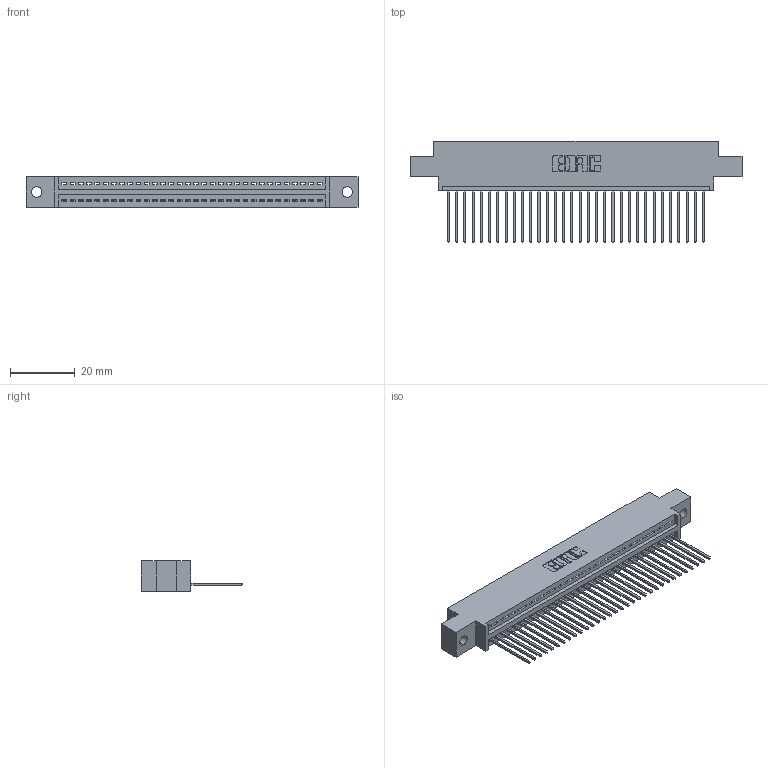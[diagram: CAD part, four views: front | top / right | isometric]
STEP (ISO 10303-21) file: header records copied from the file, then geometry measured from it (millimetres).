
FILE_DESCRIPTION (( 'STEP AP203' ), '1' );
FILE_NAME ('345-032-542-602.STEP', '2018-08-24T07:39:10', ( '' ), ( '' ), 'SwSTEP 2.0', 'SolidWorks 2016', '' );
FILE_SCHEMA (( 'CONFIG_CONTROL_DESIGN' ));
Length unit declared in the file: inch
Products named in the file (3): 345 Part_0.170 Offset - 0.128 Dia; 345-292-001_345-293-142; 345-032-542-602
Assembly tree (33 placements, depth 2):
  345-032-542-602
    345 Part_0.170 Offset - 0.128 Dia
    345-292-001_345-293-142  x32
Bounding box: 102.49 x 31.29 x 9.4 mm (x, y, z)
Volume: 9573.7 mm3; surface area: 12892 mm2
Topology: 33 solids, 33 shells, 1986 faces, 5985 edges, 3946 vertices
Faces by surface type: plane 1364, cylinder 622
Entity records: 25583 total; most frequent: CARTESIAN_POINT 4440, ORIENTED_EDGE 4406, DIRECTION 3891, EDGE_CURVE 2203, LINE 1943, VECTOR 1943, VERTEX_POINT 1466, AXIS2_PLACEMENT_3D 974
